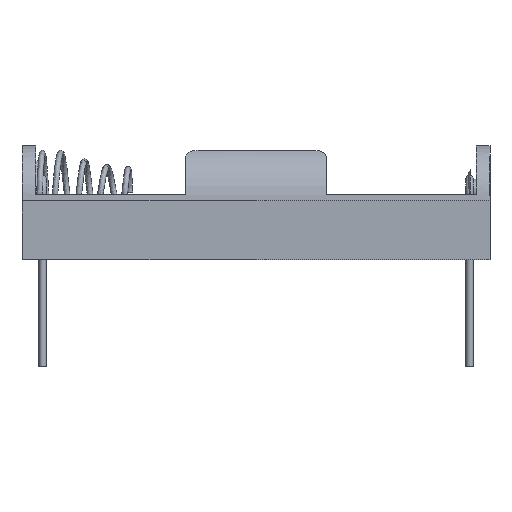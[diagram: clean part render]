
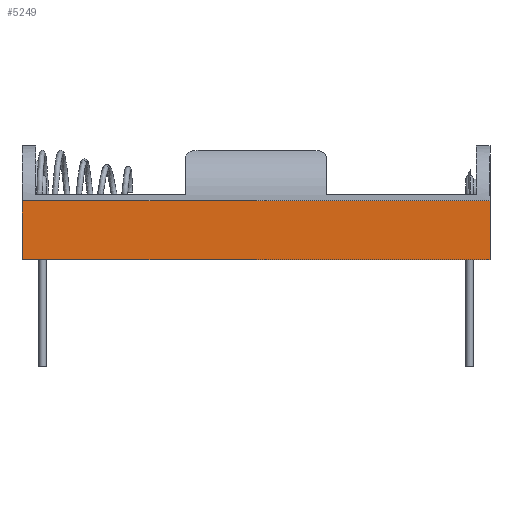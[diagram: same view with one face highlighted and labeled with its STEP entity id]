
A CAD part, front view. The second image highlights one B-rep face of the part: STEP entity #5249.
In plain terms, the highlighted planar face has unit normal (0, -1, 0).
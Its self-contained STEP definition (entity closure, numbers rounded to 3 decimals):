
#1501 = PLANE('',#1502);
#1502 = AXIS2_PLACEMENT_3D('',#1503,#1504,#1505);
#1503 = CARTESIAN_POINT('',(-28.571,8.371,
    0.302));
#1504 = DIRECTION('',(0.,0.,1.));
#1505 = DIRECTION('',(0.,1.,0.));
#1654 = CYLINDRICAL_SURFACE('',#1655,6.731);
#1655 = AXIS2_PLACEMENT_3D('',#1656,#1657,#1658);
#1656 = CARTESIAN_POINT('',(-28.571,-1.789,
    7.465));
#1657 = DIRECTION('',(1.,0.,0.));
#1658 = DIRECTION('',(0.,1.,0.));
#1902 = PLANE('',#1903);
#1903 = AXIS2_PLACEMENT_3D('',#1904,#1905,#1906);
#1904 = CARTESIAN_POINT('',(28.427,-1.789,
    7.465));
#1905 = DIRECTION('',(-1.,0.,0.));
#1906 = DIRECTION('',(0.,-1.,0.));
#1946 = VERTEX_POINT('',#1947);
#1947 = CARTESIAN_POINT('',(28.427,-8.52,
    7.465));
#1993 = EDGE_CURVE('',#1994,#1946,#1996,.T.);
#1994 = VERTEX_POINT('',#1995);
#1995 = CARTESIAN_POINT('',(28.427,-8.52,
    0.302));
#1996 = SURFACE_CURVE('',#1997,(#2001,#2008),.PCURVE_S1.);
#1997 = LINE('',#1998,#1999);
#1998 = CARTESIAN_POINT('',(28.427,-8.52,
    0.302));
#1999 = VECTOR('',#2000,1.);
#2000 = DIRECTION('',(0.,0.,1.));
#2001 = PCURVE('',#1902,#2002);
#2002 = DEFINITIONAL_REPRESENTATION('',(#2003),#2007);
#2003 = LINE('',#2004,#2005);
#2004 = CARTESIAN_POINT('',(6.731,-7.163));
#2005 = VECTOR('',#2006,1.);
#2006 = DIRECTION('',(0.,1.));
#2007 = ( GEOMETRIC_REPRESENTATION_CONTEXT(2) 
PARAMETRIC_REPRESENTATION_CONTEXT() REPRESENTATION_CONTEXT('2D SPACE',''
  ) );
#2008 = PCURVE('',#2009,#2014);
#2009 = PLANE('',#2010);
#2010 = AXIS2_PLACEMENT_3D('',#2011,#2012,#2013);
#2011 = CARTESIAN_POINT('',(-28.571,-8.52,
    0.302));
#2012 = DIRECTION('',(0.,1.,0.));
#2013 = DIRECTION('',(-1.,0.,0.));
#2014 = DEFINITIONAL_REPRESENTATION('',(#2015),#2019);
#2015 = LINE('',#2016,#2017);
#2016 = CARTESIAN_POINT('',(-56.998,0.));
#2017 = VECTOR('',#2018,1.);
#2018 = DIRECTION('',(0.,1.));
#2019 = ( GEOMETRIC_REPRESENTATION_CONTEXT(2) 
PARAMETRIC_REPRESENTATION_CONTEXT() REPRESENTATION_CONTEXT('2D SPACE',''
  ) );
#3465 = VERTEX_POINT('',#3466);
#3466 = CARTESIAN_POINT('',(-28.571,-8.52,
    7.465));
#3503 = PLANE('',#3504);
#3504 = AXIS2_PLACEMENT_3D('',#3505,#3506,#3507);
#3505 = CARTESIAN_POINT('',(-28.571,-1.789,
    7.465));
#3506 = DIRECTION('',(-1.,0.,0.));
#3507 = DIRECTION('',(0.,-1.,0.));
#3515 = EDGE_CURVE('',#3465,#1946,#3516,.T.);
#3516 = SURFACE_CURVE('',#3517,(#3521,#3550),.PCURVE_S1.);
#3517 = LINE('',#3518,#3519);
#3518 = CARTESIAN_POINT('',(-28.571,-8.52,
    7.465));
#3519 = VECTOR('',#3520,1.);
#3520 = DIRECTION('',(1.,0.,0.));
#3521 = PCURVE('',#1654,#3522);
#3522 = DEFINITIONAL_REPRESENTATION('',(#3523),#3549);
#3523 = B_SPLINE_CURVE_WITH_KNOTS('',3,(#3524,#3525,#3526,#3527,#3528,
    #3529,#3530,#3531,#3532,#3533,#3534,#3535,#3536,#3537,#3538,#3539,
    #3540,#3541,#3542,#3543,#3544,#3545,#3546,#3547,#3548),
  .UNSPECIFIED.,.F.,.F.,(4,1,1,1,1,1,1,1,1,1,1,1,1,1,1,1,1,1,1,1,1,1,4),
  (0.,2.591,5.182,7.772,10.363,12.954,15.545,18.136,20.726,
    23.317,25.908,28.499,31.09,33.68,36.271,38.862,41.453,
    44.044,46.634,49.225,51.816,54.407,56.998),
  .QUASI_UNIFORM_KNOTS.);
#3524 = CARTESIAN_POINT('',(3.142,0.));
#3525 = CARTESIAN_POINT('',(3.142,0.864));
#3526 = CARTESIAN_POINT('',(3.142,2.591));
#3527 = CARTESIAN_POINT('',(3.142,5.182));
#3528 = CARTESIAN_POINT('',(3.142,7.772));
#3529 = CARTESIAN_POINT('',(3.142,10.363));
#3530 = CARTESIAN_POINT('',(3.142,12.954));
#3531 = CARTESIAN_POINT('',(3.142,15.545));
#3532 = CARTESIAN_POINT('',(3.142,18.136));
#3533 = CARTESIAN_POINT('',(3.142,20.726));
#3534 = CARTESIAN_POINT('',(3.142,23.317));
#3535 = CARTESIAN_POINT('',(3.142,25.908));
#3536 = CARTESIAN_POINT('',(3.142,28.499));
#3537 = CARTESIAN_POINT('',(3.142,31.09));
#3538 = CARTESIAN_POINT('',(3.142,33.68));
#3539 = CARTESIAN_POINT('',(3.142,36.271));
#3540 = CARTESIAN_POINT('',(3.142,38.862));
#3541 = CARTESIAN_POINT('',(3.142,41.453));
#3542 = CARTESIAN_POINT('',(3.142,44.044));
#3543 = CARTESIAN_POINT('',(3.142,46.634));
#3544 = CARTESIAN_POINT('',(3.142,49.225));
#3545 = CARTESIAN_POINT('',(3.142,51.816));
#3546 = CARTESIAN_POINT('',(3.142,54.407));
#3547 = CARTESIAN_POINT('',(3.142,56.134));
#3548 = CARTESIAN_POINT('',(3.142,56.998));
#3549 = ( GEOMETRIC_REPRESENTATION_CONTEXT(2) 
PARAMETRIC_REPRESENTATION_CONTEXT() REPRESENTATION_CONTEXT('2D SPACE',''
  ) );
#3550 = PCURVE('',#2009,#3551);
#3551 = DEFINITIONAL_REPRESENTATION('',(#3552),#3556);
#3552 = LINE('',#3553,#3554);
#3553 = CARTESIAN_POINT('',(0.,7.163));
#3554 = VECTOR('',#3555,1.);
#3555 = DIRECTION('',(-1.,0.));
#3556 = ( GEOMETRIC_REPRESENTATION_CONTEXT(2) 
PARAMETRIC_REPRESENTATION_CONTEXT() REPRESENTATION_CONTEXT('2D SPACE',''
  ) );
#5205 = EDGE_CURVE('',#5206,#1994,#5208,.T.);
#5206 = VERTEX_POINT('',#5207);
#5207 = CARTESIAN_POINT('',(-28.571,-8.52,
    0.302));
#5208 = SURFACE_CURVE('',#5209,(#5213,#5220),.PCURVE_S1.);
#5209 = LINE('',#5210,#5211);
#5210 = CARTESIAN_POINT('',(-28.571,-8.52,
    0.302));
#5211 = VECTOR('',#5212,1.);
#5212 = DIRECTION('',(1.,0.,0.));
#5213 = PCURVE('',#1501,#5214);
#5214 = DEFINITIONAL_REPRESENTATION('',(#5215),#5219);
#5215 = LINE('',#5216,#5217);
#5216 = CARTESIAN_POINT('',(-16.891,0.));
#5217 = VECTOR('',#5218,1.);
#5218 = DIRECTION('',(0.,-1.));
#5219 = ( GEOMETRIC_REPRESENTATION_CONTEXT(2) 
PARAMETRIC_REPRESENTATION_CONTEXT() REPRESENTATION_CONTEXT('2D SPACE',''
  ) );
#5220 = PCURVE('',#2009,#5221);
#5221 = DEFINITIONAL_REPRESENTATION('',(#5222),#5226);
#5222 = LINE('',#5223,#5224);
#5223 = CARTESIAN_POINT('',(0.,0.));
#5224 = VECTOR('',#5225,1.);
#5225 = DIRECTION('',(-1.,0.));
#5226 = ( GEOMETRIC_REPRESENTATION_CONTEXT(2) 
PARAMETRIC_REPRESENTATION_CONTEXT() REPRESENTATION_CONTEXT('2D SPACE',''
  ) );
#5249 = ADVANCED_FACE('',(#5250),#2009,.F.);
#5250 = FACE_BOUND('',#5251,.T.);
#5251 = EDGE_LOOP('',(#5252,#5253,#5254,#5275));
#5252 = ORIENTED_EDGE('',*,*,#1993,.T.);
#5253 = ORIENTED_EDGE('',*,*,#3515,.F.);
#5254 = ORIENTED_EDGE('',*,*,#5255,.F.);
#5255 = EDGE_CURVE('',#5206,#3465,#5256,.T.);
#5256 = SURFACE_CURVE('',#5257,(#5261,#5268),.PCURVE_S1.);
#5257 = LINE('',#5258,#5259);
#5258 = CARTESIAN_POINT('',(-28.571,-8.52,
    0.302));
#5259 = VECTOR('',#5260,1.);
#5260 = DIRECTION('',(0.,0.,1.));
#5261 = PCURVE('',#2009,#5262);
#5262 = DEFINITIONAL_REPRESENTATION('',(#5263),#5267);
#5263 = LINE('',#5264,#5265);
#5264 = CARTESIAN_POINT('',(0.,0.));
#5265 = VECTOR('',#5266,1.);
#5266 = DIRECTION('',(0.,1.));
#5267 = ( GEOMETRIC_REPRESENTATION_CONTEXT(2) 
PARAMETRIC_REPRESENTATION_CONTEXT() REPRESENTATION_CONTEXT('2D SPACE',''
  ) );
#5268 = PCURVE('',#3503,#5269);
#5269 = DEFINITIONAL_REPRESENTATION('',(#5270),#5274);
#5270 = LINE('',#5271,#5272);
#5271 = CARTESIAN_POINT('',(6.731,-7.163));
#5272 = VECTOR('',#5273,1.);
#5273 = DIRECTION('',(0.,1.));
#5274 = ( GEOMETRIC_REPRESENTATION_CONTEXT(2) 
PARAMETRIC_REPRESENTATION_CONTEXT() REPRESENTATION_CONTEXT('2D SPACE',''
  ) );
#5275 = ORIENTED_EDGE('',*,*,#5205,.T.);
